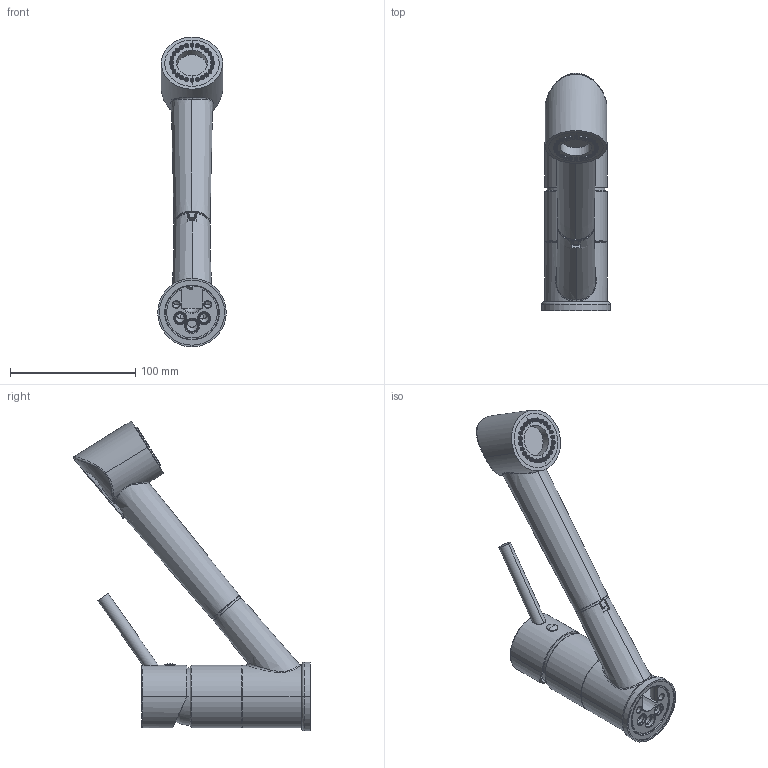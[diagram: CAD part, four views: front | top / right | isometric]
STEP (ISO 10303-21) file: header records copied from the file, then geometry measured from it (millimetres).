
FILE_DESCRIPTION((''),'2;1');
FILE_NAME('BI183CR-RED','2021-04-27T15:00:17',('ut3'),('PAFFONI SpA'),'CREO PARAMETRIC BY PTC INC, 2020044','CREO PARAMETRIC BY PTC INC, 2020044','');
FILE_SCHEMA(('CONFIG_CONTROL_DESIGN','SHAPE_APPEARANCE_LAYERS_GROUPS'));
Length unit declared in the file: millimetre
Products named in the file (1): BI183CR-RED
Bounding box: 54.7 x 189.12 x 247.32 mm (x, y, z)
Volume: 359630.4 mm3; surface area: 128189.5 mm2
Topology: 2 solids, 2 shells, 1267 faces, 3276 edges, 2077 vertices
Faces by surface type: plane 582, cylinder 410, cone 113, torus 96, sphere 35, bspline 31
Entity records: 64870 total; most frequent: CARTESIAN_POINT 24787, ORIENTED_EDGE 6516, DIRECTION 6156, EDGE_CURVE 3258, AXIS2_PLACEMENT_3D 2265, VERTEX_POINT 2077, VECTOR 1626, LINE 1626
